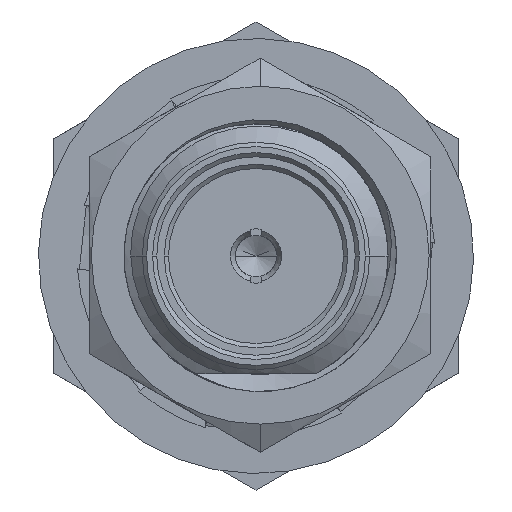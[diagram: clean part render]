
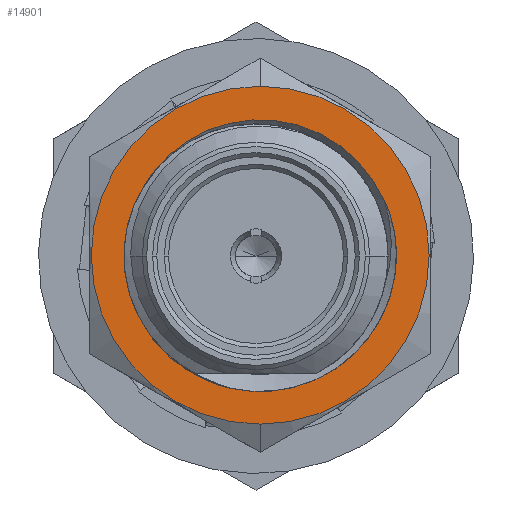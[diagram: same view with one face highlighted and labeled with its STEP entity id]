
A CAD part, left-side view. The second image highlights one B-rep face of the part: STEP entity #14901.
In plain terms, the highlighted planar face has unit normal (-1, 0, 0).
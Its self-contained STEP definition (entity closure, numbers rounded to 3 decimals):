
#1021=CARTESIAN_POINT('',(6.1,-0.098,0.018));
#1022=DIRECTION('',(1.,0.,0.));
#1023=DIRECTION('',(0.,0.316,-0.949));
#1024=AXIS2_PLACEMENT_3D('',#1021,#1022,#1023);
#1327=CARTESIAN_POINT('',(6.1,0.611,-3.097));
#2705=CARTESIAN_POINT('',(6.1,-0.098,0.018));
#2706=DIRECTION('',(1.,0.,0.));
#2707=DIRECTION('',(0.,0.,1.));
#2708=AXIS2_PLACEMENT_3D('',#2705,#2706,#2707);
#2710=CARTESIAN_POINT('',(6.1,-0.098,0.018));
#2711=DIRECTION('',(1.,0.,0.));
#2712=DIRECTION('',(0.,0.,-1.));
#2713=AXIS2_PLACEMENT_3D('',#2710,#2711,#2712);
#2715=CARTESIAN_POINT('',(6.1,0.611,-3.097));
#2716=CARTESIAN_POINT('',(6.1,0.644,-3.087));
#2717=CARTESIAN_POINT('',(6.1,0.71,-3.067));
#2718=CARTESIAN_POINT('',(6.1,0.808,-3.033));
#2719=CARTESIAN_POINT('',(6.1,0.873,-3.008));
#2720=CARTESIAN_POINT('',(6.1,0.905,-2.995));
#2722=CARTESIAN_POINT('',(6.1,-3.126,1.038));
#2723=CARTESIAN_POINT('',(6.1,-3.162,0.931));
#2724=CARTESIAN_POINT('',(6.1,-3.223,0.714));
#2725=CARTESIAN_POINT('',(6.1,-3.279,0.379));
#2726=CARTESIAN_POINT('',(6.1,-3.299,0.041));
#2727=CARTESIAN_POINT('',(6.1,-3.283,-0.298));
#2728=CARTESIAN_POINT('',(6.1,-3.232,-0.633));
#2729=CARTESIAN_POINT('',(6.1,-3.145,-0.961));
#2730=CARTESIAN_POINT('',(6.1,-3.025,-1.278));
#2731=CARTESIAN_POINT('',(6.1,-2.871,-1.58));
#2732=CARTESIAN_POINT('',(6.1,-2.687,-1.864));
#2733=CARTESIAN_POINT('',(6.1,-2.473,-2.127));
#2734=CARTESIAN_POINT('',(6.1,-2.233,-2.367));
#2735=CARTESIAN_POINT('',(6.1,-1.969,-2.579));
#2736=CARTESIAN_POINT('',(6.1,-1.683,-2.762));
#2737=CARTESIAN_POINT('',(6.1,-1.38,-2.914));
#2738=CARTESIAN_POINT('',(6.1,-1.063,-3.034));
#2739=CARTESIAN_POINT('',(6.1,-0.735,-3.119));
#2740=CARTESIAN_POINT('',(6.1,-0.399,-3.168));
#2741=CARTESIAN_POINT('',(6.1,-0.061,-3.182));
#2742=CARTESIAN_POINT('',(6.1,0.278,-3.16));
#2743=CARTESIAN_POINT('',(6.1,0.5,-3.122));
#2744=CARTESIAN_POINT('',(6.1,0.611,-3.097));
#2746=CARTESIAN_POINT('',(6.1,-2.995,1.32));
#2747=CARTESIAN_POINT('',(6.1,-3.011,1.29));
#2748=CARTESIAN_POINT('',(6.1,-3.042,1.228));
#2749=CARTESIAN_POINT('',(6.1,-3.086,1.134));
#2750=CARTESIAN_POINT('',(6.1,-3.113,1.07));
#2751=CARTESIAN_POINT('',(6.1,-3.126,1.038));
#10906=CARTESIAN_POINT('',(6.1,-0.098,3.978));
#10907=CARTESIAN_POINT('',(6.1,-0.098,-3.942));
#10908=VERTEX_POINT('',#10906);
#10909=VERTEX_POINT('',#10907);
#10926=VERTEX_POINT('',#1327);
#10927=VERTEX_POINT('',#2720);
#10928=VERTEX_POINT('',#2722);
#10929=VERTEX_POINT('',#2746);
#14884=CARTESIAN_POINT('',(6.1,-0.098,0.018));
#14885=DIRECTION('',(1.,0.,0.));
#14886=DIRECTION('',(0.,0.,-1.));
#14887=AXIS2_PLACEMENT_3D('',#14884,#14885,#14886);
#14888=PLANE('',#14887);
#14890=ORIENTED_EDGE('',*,*,#14889,.T.);
#14891=ORIENTED_EDGE('',*,*,#14870,.T.);
#14892=EDGE_LOOP('',(#14890,#14891));
#14893=FACE_OUTER_BOUND('',#14892,.F.);
#14895=ORIENTED_EDGE('',*,*,#14894,.F.);
#14896=ORIENTED_EDGE('',*,*,#13137,.F.);
#14897=ORIENTED_EDGE('',*,*,#12982,.F.);
#14898=ORIENTED_EDGE('',*,*,#12900,.F.);
#14899=EDGE_LOOP('',(#14895,#14896,#14897,#14898));
#14900=FACE_BOUND('',#14899,.F.);
#14901=ADVANCED_FACE('',(#14893,#14900),#14888,.F.);
#1025=CIRCLE('',#1024,3.176);
#2709=CIRCLE('',#2708,3.96);
#2714=CIRCLE('',#2713,3.96);
#2721=B_SPLINE_CURVE_WITH_KNOTS('',3,(#2715,#2716,#2717,#2718,#2719,#2720),
.UNSPECIFIED.,.F.,.F.,(4,1,1,4),(0.,0.333,0.667,1.),
.UNSPECIFIED.);
#2745=B_SPLINE_CURVE_WITH_KNOTS('',3,(#2722,#2723,#2724,#2725,#2726,#2727,#2728,
#2729,#2730,#2731,#2732,#2733,#2734,#2735,#2736,#2737,#2738,#2739,#2740,#2741,
#2742,#2743,#2744),.UNSPECIFIED.,.F.,.F.,(4,1,1,1,1,1,1,1,1,1,1,1,1,1,1,1,1,1,1,
1,4),(0.,0.05,0.1,0.15,0.2,0.25,0.3,0.35,0.4,0.45,0.5,
0.55,0.6,0.65,0.7,0.75,0.8,0.85,0.9,0.95,1.),.UNSPECIFIED.);
#2752=B_SPLINE_CURVE_WITH_KNOTS('',3,(#2746,#2747,#2748,#2749,#2750,#2751),
.UNSPECIFIED.,.F.,.F.,(4,1,1,4),(0.,0.333,0.667,1.),
.UNSPECIFIED.);
#12900=EDGE_CURVE('',#10927,#10929,#1025,.T.);
#12982=EDGE_CURVE('',#10929,#10928,#2752,.T.);
#13137=EDGE_CURVE('',#10928,#10926,#2745,.T.);
#14870=EDGE_CURVE('',#10909,#10908,#2714,.T.);
#14889=EDGE_CURVE('',#10908,#10909,#2709,.T.);
#14894=EDGE_CURVE('',#10926,#10927,#2721,.T.);
